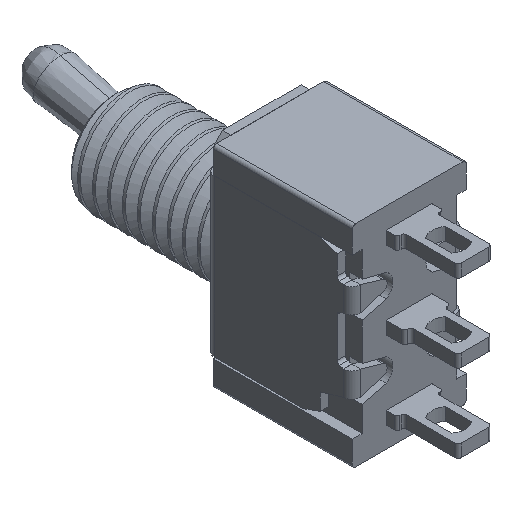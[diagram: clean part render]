
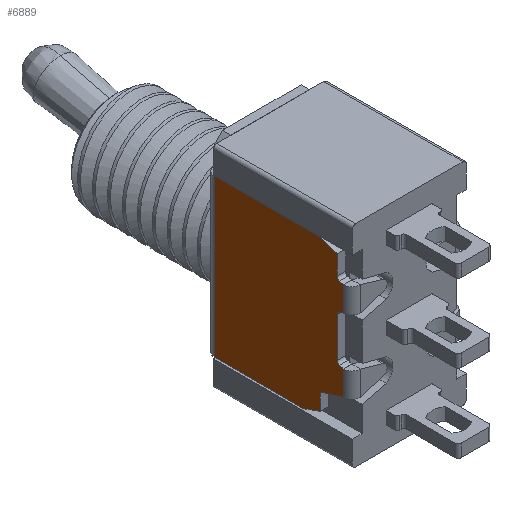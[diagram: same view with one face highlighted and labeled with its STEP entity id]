
A CAD part, isometric view. The second image highlights one B-rep face of the part: STEP entity #6889.
In plain terms, the highlighted planar face has unit normal (-1, 0, 0).
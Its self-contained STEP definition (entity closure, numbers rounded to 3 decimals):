
#94 = DIRECTION ( 'NONE',  ( 0., 0., 1. ) ) ;
#138 = DIRECTION ( 'NONE',  ( 1., 0., 0. ) ) ;
#189 = LINE ( 'NONE', #3565, #3452 ) ;
#215 = EDGE_CURVE ( 'NONE', #10855, #8155, #12639, .T. ) ;
#227 = ORIENTED_EDGE ( 'NONE', *, *, #11591, .T. ) ;
#344 = LINE ( 'NONE', #6466, #14413 ) ;
#364 = DIRECTION ( 'NONE',  ( 1., 0., 0. ) ) ;
#479 = DIRECTION ( 'NONE',  ( 0., 0.94, 0.342 ) ) ;
#645 = CARTESIAN_POINT ( 'NONE',  ( -3.38, 0.837, 3.008 ) ) ;
#660 = DIRECTION ( 'NONE',  ( 0., 0., 1. ) ) ;
#699 = CARTESIAN_POINT ( 'NONE',  ( -3.38, 0.601, 1.462 ) ) ;
#1179 = DIRECTION ( 'NONE',  ( 0., -1., 0. ) ) ;
#1295 = ORIENTED_EDGE ( 'NONE', *, *, #7751, .T. ) ;
#1423 = CARTESIAN_POINT ( 'NONE',  ( -3.38, 0.601, 0. ) ) ;
#1713 = VECTOR ( 'NONE', #12231, 1000. ) ;
#1716 = CIRCLE ( 'NONE', #2543, 0.2 ) ;
#1951 = CARTESIAN_POINT ( 'NONE',  ( -3.38, 8.38, 4.725 ) ) ;
#1968 = LINE ( 'NONE', #5272, #13913 ) ;
#2069 = CARTESIAN_POINT ( 'NONE',  ( -3.38, 0.601, 2.938 ) ) ;
#2254 = LINE ( 'NONE', #2721, #1713 ) ;
#2259 = DIRECTION ( 'NONE',  ( 0., 0., 1. ) ) ;
#2400 = ORIENTED_EDGE ( 'NONE', *, *, #6937, .T. ) ;
#2428 = VECTOR ( 'NONE', #9211, 1000. ) ;
#2478 = CARTESIAN_POINT ( 'NONE',  ( -3.38, 0.98, 3.2 ) ) ;
#2543 = AXIS2_PLACEMENT_3D ( 'NONE', #13429, #6444, #9968 ) ;
#2564 = VERTEX_POINT ( 'NONE', #2069 ) ;
#2721 = CARTESIAN_POINT ( 'NONE',  ( -3.38, 4.49, 4.725 ) ) ;
#2759 = VERTEX_POINT ( 'NONE', #645 ) ;
#2806 = CARTESIAN_POINT ( 'NONE',  ( -3.38, 1.98, -3.344 ) ) ;
#2959 = EDGE_CURVE ( 'NONE', #5058, #10100, #13858, .T. ) ;
#3086 = PLANE ( 'NONE',  #7366 ) ;
#3191 = DIRECTION ( 'NONE',  ( -1., 0., 0. ) ) ;
#3225 = CARTESIAN_POINT ( 'NONE',  ( -3.38, 0.837, -1.392 ) ) ;
#3279 = CIRCLE ( 'NONE', #4126, 0.2 ) ;
#3369 = VERTEX_POINT ( 'NONE', #699 ) ;
#3373 = FACE_OUTER_BOUND ( 'NONE', #13652, .T. ) ;
#3452 = VECTOR ( 'NONE', #11573, 1000. ) ;
#3545 = EDGE_CURVE ( 'NONE', #8155, #13811, #5489, .T. ) ;
#3565 = CARTESIAN_POINT ( 'NONE',  ( -3.38, 2.98, -4.725 ) ) ;
#3653 = VERTEX_POINT ( 'NONE', #10656 ) ;
#3692 = ORIENTED_EDGE ( 'NONE', *, *, #12364, .T. ) ;
#3721 = DIRECTION ( 'NONE',  ( 0., 0., 1. ) ) ;
#3761 = EDGE_CURVE ( 'NONE', #10746, #6897, #2254, .T. ) ;
#3788 = VECTOR ( 'NONE', #3721, 1000. ) ;
#3857 = ORIENTED_EDGE ( 'NONE', *, *, #13825, .T. ) ;
#4001 = ORIENTED_EDGE ( 'NONE', *, *, #6148, .T. ) ;
#4008 = CIRCLE ( 'NONE', #14039, 0.2 ) ;
#4126 = AXIS2_PLACEMENT_3D ( 'NONE', #13088, #364, #6205 ) ;
#4248 = ORIENTED_EDGE ( 'NONE', *, *, #12607, .T. ) ;
#4328 = DIRECTION ( 'NONE',  ( 0., 0., -1. ) ) ;
#4482 = ORIENTED_EDGE ( 'NONE', *, *, #3545, .T. ) ;
#4920 = EDGE_CURVE ( 'NONE', #8491, #7098, #189, .T. ) ;
#5058 = VERTEX_POINT ( 'NONE', #2478 ) ;
#5242 = LINE ( 'NONE', #10609, #9756 ) ;
#5272 = CARTESIAN_POINT ( 'NONE',  ( -3.38, 0.601, 2.938 ) ) ;
#5489 = LINE ( 'NONE', #5896, #2428 ) ;
#5557 = CARTESIAN_POINT ( 'NONE',  ( -3.38, 0.98, 0. ) ) ;
#5656 = DIRECTION ( 'NONE',  ( 0., 0., -1. ) ) ;
#5672 = DIRECTION ( 'NONE',  ( 0., -0.959, 0.282 ) ) ;
#5731 = CARTESIAN_POINT ( 'NONE',  ( -3.38, 0.837, 1.392 ) ) ;
#5814 = CARTESIAN_POINT ( 'NONE',  ( -3.38, 4.49, -4.725 ) ) ;
#5885 = CARTESIAN_POINT ( 'NONE',  ( -3.38, 0.98, 0. ) ) ;
#5896 = CARTESIAN_POINT ( 'NONE',  ( -3.38, 0.601, -1.462 ) ) ;
#6148 = EDGE_CURVE ( 'NONE', #10100, #10746, #6802, .T. ) ;
#6205 = DIRECTION ( 'NONE',  ( 0., 0., 1. ) ) ;
#6299 = CARTESIAN_POINT ( 'NONE',  ( -3.38, 0.601, -2.938 ) ) ;
#6301 = ORIENTED_EDGE ( 'NONE', *, *, #215, .T. ) ;
#6444 = DIRECTION ( 'NONE',  ( 1., 0., 0. ) ) ;
#6466 = CARTESIAN_POINT ( 'NONE',  ( -3.38, 0.601, 0. ) ) ;
#6524 = ORIENTED_EDGE ( 'NONE', *, *, #2959, .T. ) ;
#6569 = CARTESIAN_POINT ( 'NONE',  ( -3.38, 0.837, 1.392 ) ) ;
#6802 = LINE ( 'NONE', #11639, #12797 ) ;
#6843 = EDGE_CURVE ( 'NONE', #2759, #5058, #1716, .T. ) ;
#6889 = ADVANCED_FACE ( 'NONE', ( #3373 ), #3086, .T. ) ;
#6897 = VERTEX_POINT ( 'NONE', #1951 ) ;
#6937 = EDGE_CURVE ( 'NONE', #8265, #8887, #9111, .T. ) ;
#7098 = VERTEX_POINT ( 'NONE', #8077 ) ;
#7238 = CARTESIAN_POINT ( 'NONE',  ( -3.38, 0.98, 4.361 ) ) ;
#7301 = ORIENTED_EDGE ( 'NONE', *, *, #11072, .T. ) ;
#7366 = AXIS2_PLACEMENT_3D ( 'NONE', #7842, #3191, #4328 ) ;
#7515 = CARTESIAN_POINT ( 'NONE',  ( -3.38, 0.98, 1.2 ) ) ;
#7604 = DIRECTION ( 'NONE',  ( 0., 0., 1. ) ) ;
#7665 = LINE ( 'NONE', #7880, #8390 ) ;
#7751 = EDGE_CURVE ( 'NONE', #7098, #14215, #5242, .T. ) ;
#7842 = CARTESIAN_POINT ( 'NONE',  ( -3.38, 8.38, 4.725 ) ) ;
#7880 = CARTESIAN_POINT ( 'NONE',  ( -3.38, 1.98, -3.344 ) ) ;
#7986 = CARTESIAN_POINT ( 'NONE',  ( -3.38, 2.98, -4.725 ) ) ;
#8053 = EDGE_CURVE ( 'NONE', #8887, #12514, #3279, .T. ) ;
#8061 = ORIENTED_EDGE ( 'NONE', *, *, #8053, .T. ) ;
#8077 = CARTESIAN_POINT ( 'NONE',  ( -3.38, 1.98, -4.361 ) ) ;
#8110 = LINE ( 'NONE', #5814, #9577 ) ;
#8155 = VERTEX_POINT ( 'NONE', #8494 ) ;
#8255 = CARTESIAN_POINT ( 'NONE',  ( -3.38, 1.98, 4.725 ) ) ;
#8265 = VERTEX_POINT ( 'NONE', #13329 ) ;
#8390 = VECTOR ( 'NONE', #5672, 1000. ) ;
#8491 = VERTEX_POINT ( 'NONE', #7986 ) ;
#8494 = CARTESIAN_POINT ( 'NONE',  ( -3.38, 0.601, -1.462 ) ) ;
#8887 = VERTEX_POINT ( 'NONE', #7515 ) ;
#8888 = VECTOR ( 'NONE', #5656, 1000. ) ;
#8927 = CARTESIAN_POINT ( 'NONE',  ( -3.38, 8.38, 0. ) ) ;
#9111 = LINE ( 'NONE', #5557, #12572 ) ;
#9211 = DIRECTION ( 'NONE',  ( 0., 0.959, 0.282 ) ) ;
#9577 = VECTOR ( 'NONE', #1179, 1000. ) ;
#9654 = ORIENTED_EDGE ( 'NONE', *, *, #6843, .T. ) ;
#9756 = VECTOR ( 'NONE', #11781, 1000. ) ;
#9968 = DIRECTION ( 'NONE',  ( 0., 0., 1. ) ) ;
#10039 = VECTOR ( 'NONE', #2259, 1000. ) ;
#10100 = VERTEX_POINT ( 'NONE', #7238 ) ;
#10576 = EDGE_CURVE ( 'NONE', #6897, #3653, #13267, .T. ) ;
#10609 = CARTESIAN_POINT ( 'NONE',  ( -3.38, 1.98, 0. ) ) ;
#10656 = CARTESIAN_POINT ( 'NONE',  ( -3.38, 8.38, -4.725 ) ) ;
#10659 = LINE ( 'NONE', #6569, #14114 ) ;
#10746 = VERTEX_POINT ( 'NONE', #8255 ) ;
#10855 = VERTEX_POINT ( 'NONE', #6299 ) ;
#11070 = DIRECTION ( 'NONE',  ( 0., -0.959, 0.282 ) ) ;
#11072 = EDGE_CURVE ( 'NONE', #13811, #8265, #4008, .T. ) ;
#11573 = DIRECTION ( 'NONE',  ( 0., -0.94, 0.342 ) ) ;
#11591 = EDGE_CURVE ( 'NONE', #3653, #8491, #8110, .T. ) ;
#11639 = CARTESIAN_POINT ( 'NONE',  ( -3.38, 0.98, 4.361 ) ) ;
#11781 = DIRECTION ( 'NONE',  ( 0., 0., 1. ) ) ;
#11786 = ORIENTED_EDGE ( 'NONE', *, *, #3761, .T. ) ;
#11824 = EDGE_CURVE ( 'NONE', #12514, #3369, #10659, .T. ) ;
#11963 = ORIENTED_EDGE ( 'NONE', *, *, #11824, .T. ) ;
#12231 = DIRECTION ( 'NONE',  ( 0., 1., 0. ) ) ;
#12332 = ORIENTED_EDGE ( 'NONE', *, *, #10576, .T. ) ;
#12364 = EDGE_CURVE ( 'NONE', #2564, #2759, #1968, .T. ) ;
#12514 = VERTEX_POINT ( 'NONE', #5731 ) ;
#12572 = VECTOR ( 'NONE', #7604, 1000. ) ;
#12607 = EDGE_CURVE ( 'NONE', #3369, #2564, #344, .T. ) ;
#12639 = LINE ( 'NONE', #1423, #3788 ) ;
#12797 = VECTOR ( 'NONE', #479, 1000. ) ;
#12998 = ORIENTED_EDGE ( 'NONE', *, *, #4920, .T. ) ;
#13088 = CARTESIAN_POINT ( 'NONE',  ( -3.38, 0.78, 1.2 ) ) ;
#13267 = LINE ( 'NONE', #8927, #8888 ) ;
#13329 = CARTESIAN_POINT ( 'NONE',  ( -3.38, 0.98, -1.2 ) ) ;
#13429 = CARTESIAN_POINT ( 'NONE',  ( -3.38, 0.78, 3.2 ) ) ;
#13652 = EDGE_LOOP ( 'NONE', ( #8061, #11963, #4248, #3692, #9654, #6524, #4001, #11786, #12332, #227, #12998, #1295, #3857, #6301, #4482, #7301, #2400 ) ) ;
#13811 = VERTEX_POINT ( 'NONE', #3225 ) ;
#13825 = EDGE_CURVE ( 'NONE', #14215, #10855, #7665, .T. ) ;
#13858 = LINE ( 'NONE', #5885, #10039 ) ;
#13913 = VECTOR ( 'NONE', #14532, 1000. ) ;
#14037 = CARTESIAN_POINT ( 'NONE',  ( -3.38, 0.78, -1.2 ) ) ;
#14039 = AXIS2_PLACEMENT_3D ( 'NONE', #14037, #138, #94 ) ;
#14114 = VECTOR ( 'NONE', #11070, 1000. ) ;
#14215 = VERTEX_POINT ( 'NONE', #2806 ) ;
#14413 = VECTOR ( 'NONE', #660, 1000. ) ;
#14532 = DIRECTION ( 'NONE',  ( 0., 0.959, 0.282 ) ) ;
